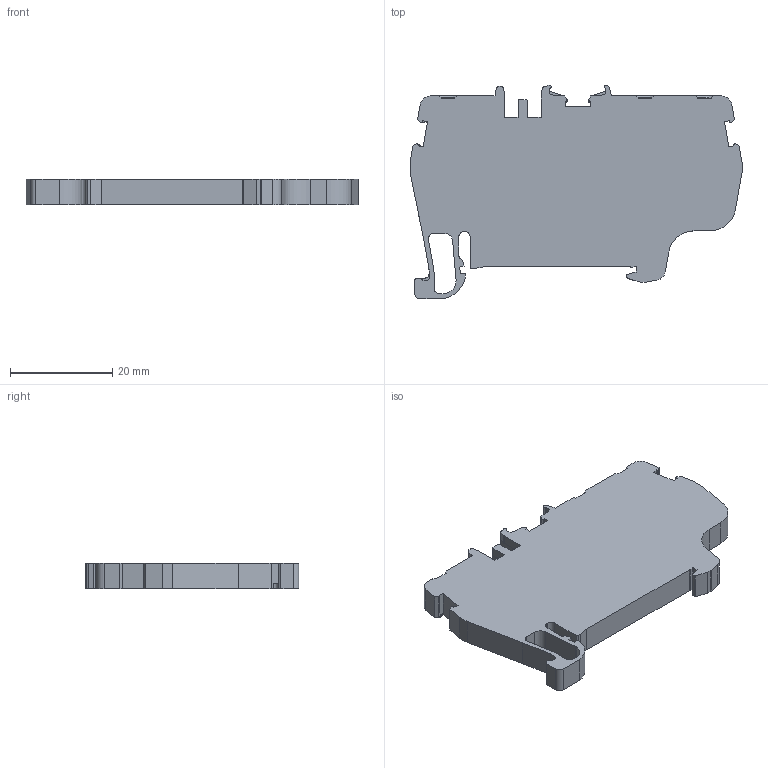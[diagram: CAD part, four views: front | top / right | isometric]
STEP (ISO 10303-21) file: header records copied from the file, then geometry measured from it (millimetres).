
FILE_DESCRIPTION (( 'STEP AP214' ), '1' );
FILE_NAME ('307439_PYK 2,5E_Grey.STP', '2013-11-13T10:26:48', ( 'arge' ), ( 'Microsoft' ), 'SwSTEP 2.0', 'SolidWorks 2013', '' );
FILE_SCHEMA (( 'AUTOMOTIVE_DESIGN' ));
Length unit declared in the file: millimetre
Products named in the file (1): 307439_PYK 2,5E_Grey
Bounding box: 64.85 x 41.69 x 5 mm (x, y, z)
Volume: 9669.3 mm3; surface area: 5405.5 mm2
Topology: 1 solids, 1 shells, 268 faces, 785 edges, 522 vertices
Faces by surface type: plane 167, cylinder 95, cone 6
Entity records: 8941 total; most frequent: CARTESIAN_POINT 1660, ORIENTED_EDGE 1570, DIRECTION 1488, EDGE_CURVE 785, VECTOR 564, LINE 564, VERTEX_POINT 522, AXIS2_PLACEMENT_3D 462
